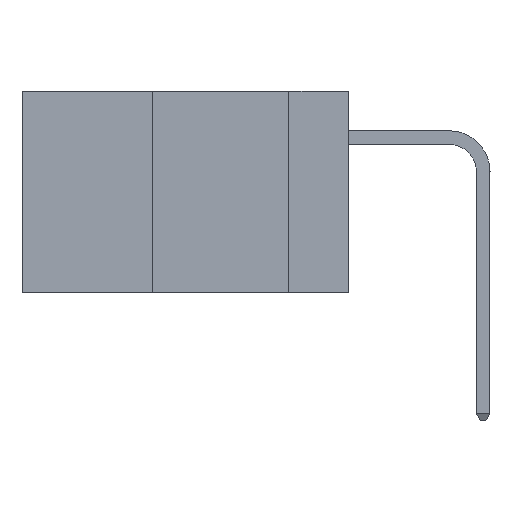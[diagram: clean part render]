
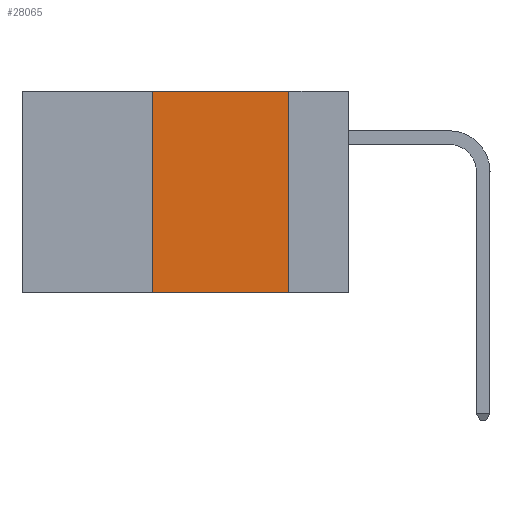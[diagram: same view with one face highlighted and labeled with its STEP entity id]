
A CAD part, left-side view. The second image highlights one B-rep face of the part: STEP entity #28065.
In plain terms, the highlighted planar face has unit normal (-1, 0, 0).
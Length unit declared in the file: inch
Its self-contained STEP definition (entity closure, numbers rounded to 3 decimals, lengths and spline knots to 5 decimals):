
#225 = PLANE ( 'NONE',  #26905 ) ;
#2262 = EDGE_CURVE ( 'NONE', #22455, #23783, #8168, .T. ) ;
#2331 = ORIENTED_EDGE ( 'NONE', *, *, #15002, .F. ) ;
#2391 = EDGE_CURVE ( 'NONE', #6131, #23783, #20629, .T. ) ;
#4762 = DIRECTION ( 'NONE',  ( 1., 0., 0. ) ) ;
#5481 = DIRECTION ( 'NONE',  ( 0., -1., 0. ) ) ;
#6131 = VERTEX_POINT ( 'NONE', #15722 ) ;
#6710 = CARTESIAN_POINT ( 'NONE',  ( 0., 0.6, 0. ) ) ;
#6714 = EDGE_LOOP ( 'NONE', ( #33734, #2331, #37320, #41461 ) ) ;
#8168 = LINE ( 'NONE', #44427, #45323 ) ;
#10442 = FACE_OUTER_BOUND ( 'NONE', #6714, .T. ) ;
#11734 = CARTESIAN_POINT ( 'NONE',  ( 0., 0.36, 0. ) ) ;
#15002 = EDGE_CURVE ( 'NONE', #23784, #22455, #33107, .T. ) ;
#15722 = CARTESIAN_POINT ( 'NONE',  ( 0., 0.36, -0.37 ) ) ;
#16638 = VECTOR ( 'NONE', #27660, 39.37008 ) ;
#20074 = DIRECTION ( 'NONE',  ( 0., 0., -1. ) ) ;
#20629 = LINE ( 'NONE', #28604, #39742 ) ;
#22455 = VERTEX_POINT ( 'NONE', #28146 ) ;
#23783 = VERTEX_POINT ( 'NONE', #42481 ) ;
#23784 = VERTEX_POINT ( 'NONE', #45773 ) ;
#26905 = AXIS2_PLACEMENT_3D ( 'NONE', #29390, #4762, #20074 ) ;
#27660 = DIRECTION ( 'NONE',  ( 0., 0., 1. ) ) ;
#28065 = ADVANCED_FACE ( 'NONE', ( #10442 ), #225, .F. ) ;
#28146 = CARTESIAN_POINT ( 'NONE',  ( 0., 0.11, 0. ) ) ;
#28604 = CARTESIAN_POINT ( 'NONE',  ( 0., 0.6, -0.37 ) ) ;
#29390 = CARTESIAN_POINT ( 'NONE',  ( 0., 0.6, 0. ) ) ;
#31772 = DIRECTION ( 'NONE',  ( 0., -1., 0. ) ) ;
#33107 = LINE ( 'NONE', #6710, #36464 ) ;
#33734 = ORIENTED_EDGE ( 'NONE', *, *, #2262, .F. ) ;
#35533 = EDGE_CURVE ( 'NONE', #6131, #23784, #46490, .T. ) ;
#36464 = VECTOR ( 'NONE', #31772, 39.37008 ) ;
#37320 = ORIENTED_EDGE ( 'NONE', *, *, #35533, .F. ) ;
#37350 = DIRECTION ( 'NONE',  ( 0., 0., -1. ) ) ;
#39742 = VECTOR ( 'NONE', #5481, 39.37008 ) ;
#41461 = ORIENTED_EDGE ( 'NONE', *, *, #2391, .T. ) ;
#42481 = CARTESIAN_POINT ( 'NONE',  ( 0., 0.11, -0.37 ) ) ;
#44427 = CARTESIAN_POINT ( 'NONE',  ( 0., 0.11, 0. ) ) ;
#45323 = VECTOR ( 'NONE', #37350, 39.37008 ) ;
#45773 = CARTESIAN_POINT ( 'NONE',  ( 0., 0.36, 0. ) ) ;
#46490 = LINE ( 'NONE', #11734, #16638 ) ;
